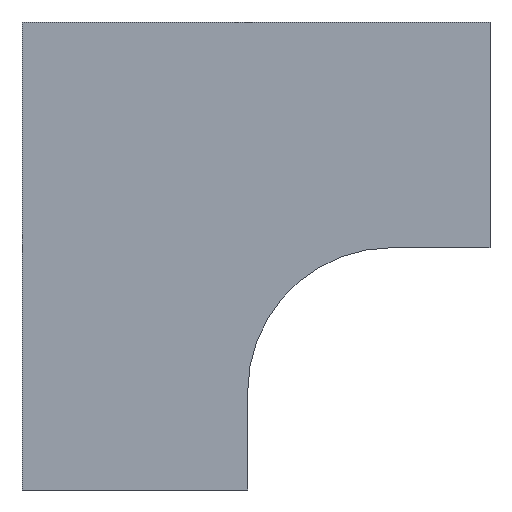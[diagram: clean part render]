
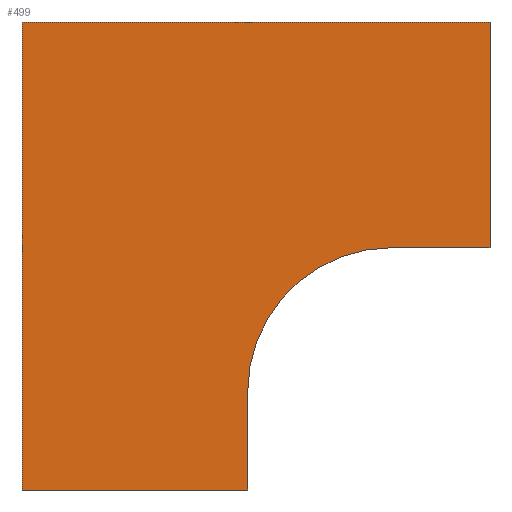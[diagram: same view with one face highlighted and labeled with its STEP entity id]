
A CAD part, front view. The second image highlights one B-rep face of the part: STEP entity #499.
In plain terms, the highlighted planar face has unit normal (0, -1, 0).
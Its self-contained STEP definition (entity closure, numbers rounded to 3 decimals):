
#7 = CARTESIAN_POINT ( 'NONE',  ( -2.3, -57.2, -65. ) ) ;
#13 = VERTEX_POINT ( 'NONE', #326 ) ;
#49 = VECTOR ( 'NONE', #125, 1000. ) ;
#61 = DIRECTION ( 'NONE',  ( 1., 0., 0. ) ) ;
#78 = VERTEX_POINT ( 'NONE', #310 ) ;
#82 = PLANE ( 'NONE',  #307 ) ;
#84 = ORIENTED_EDGE ( 'NONE', *, *, #466, .T. ) ;
#86 = CIRCLE ( 'NONE', #343, 40. ) ;
#90 = ORIENTED_EDGE ( 'NONE', *, *, #219, .T. ) ;
#92 = ORIENTED_EDGE ( 'NONE', *, *, #235, .T. ) ;
#93 = ORIENTED_EDGE ( 'NONE', *, *, #115, .T. ) ;
#99 = CARTESIAN_POINT ( 'NONE',  ( -65., -57.2, -37.7 ) ) ;
#101 = DIRECTION ( 'NONE',  ( 0., 0., 1. ) ) ;
#111 = CARTESIAN_POINT ( 'NONE',  ( 37.7, -57.2, 65. ) ) ;
#112 = CARTESIAN_POINT ( 'NONE',  ( -65., -57.2, 65. ) ) ;
#115 = EDGE_CURVE ( 'NONE', #281, #282, #86, .T. ) ;
#124 = CARTESIAN_POINT ( 'NONE',  ( -2.3, -57.2, -65. ) ) ;
#125 = DIRECTION ( 'NONE',  ( 1., 0., 0. ) ) ;
#160 = VERTEX_POINT ( 'NONE', #124 ) ;
#170 = LINE ( 'NONE', #451, #211 ) ;
#178 = VECTOR ( 'NONE', #101, 1000. ) ;
#185 = LINE ( 'NONE', #483, #435 ) ;
#211 = VECTOR ( 'NONE', #391, 1000. ) ;
#218 = DIRECTION ( 'NONE',  ( 0., 0., 1. ) ) ;
#219 = EDGE_CURVE ( 'NONE', #13, #160, #170, .T. ) ;
#235 = EDGE_CURVE ( 'NONE', #282, #414, #185, .T. ) ;
#242 = EDGE_CURVE ( 'NONE', #414, #78, #491, .T. ) ;
#251 = DIRECTION ( 'NONE',  ( 0., 1., 0. ) ) ;
#260 = DIRECTION ( 'NONE',  ( 0., 0., 1. ) ) ;
#265 = VERTEX_POINT ( 'NONE', #112 ) ;
#278 = CARTESIAN_POINT ( 'NONE',  ( -2.3, -57.2, -37.7 ) ) ;
#281 = VERTEX_POINT ( 'NONE', #278 ) ;
#282 = VERTEX_POINT ( 'NONE', #429 ) ;
#285 = VECTOR ( 'NONE', #260, 1000. ) ;
#306 = ORIENTED_EDGE ( 'NONE', *, *, #505, .F. ) ;
#307 = AXIS2_PLACEMENT_3D ( 'NONE', #403, #251, #218 ) ;
#310 = CARTESIAN_POINT ( 'NONE',  ( 65., -57.2, 65. ) ) ;
#326 = CARTESIAN_POINT ( 'NONE',  ( -65., -57.2, -65. ) ) ;
#335 = LINE ( 'NONE', #111, #49 ) ;
#343 = AXIS2_PLACEMENT_3D ( 'NONE', #434, #445, #378 ) ;
#348 = LINE ( 'NONE', #7, #507 ) ;
#370 = EDGE_CURVE ( 'NONE', #13, #265, #454, .T. ) ;
#378 = DIRECTION ( 'NONE',  ( 0., 0., -1. ) ) ;
#386 = CARTESIAN_POINT ( 'NONE',  ( 65., -57.2, 2.3 ) ) ;
#391 = DIRECTION ( 'NONE',  ( 1., 0., 0. ) ) ;
#403 = CARTESIAN_POINT ( 'NONE',  ( 37.7, -57.2, -37.7 ) ) ;
#414 = VERTEX_POINT ( 'NONE', #386 ) ;
#419 = EDGE_LOOP ( 'NONE', ( #90, #84, #93, #92, #437, #306, #464 ) ) ;
#429 = CARTESIAN_POINT ( 'NONE',  ( 37.7, -57.2, 2.3 ) ) ;
#434 = CARTESIAN_POINT ( 'NONE',  ( 37.7, -57.2, -37.7 ) ) ;
#435 = VECTOR ( 'NONE', #61, 1000. ) ;
#437 = ORIENTED_EDGE ( 'NONE', *, *, #242, .T. ) ;
#445 = DIRECTION ( 'NONE',  ( 0., 1., 0. ) ) ;
#451 = CARTESIAN_POINT ( 'NONE',  ( -65., -57.2, -65. ) ) ;
#454 = LINE ( 'NONE', #99, #178 ) ;
#464 = ORIENTED_EDGE ( 'NONE', *, *, #370, .F. ) ;
#466 = EDGE_CURVE ( 'NONE', #160, #281, #348, .T. ) ;
#471 = CARTESIAN_POINT ( 'NONE',  ( 65., -57.2, 2.3 ) ) ;
#483 = CARTESIAN_POINT ( 'NONE',  ( 37.7, -57.2, 2.3 ) ) ;
#491 = LINE ( 'NONE', #471, #285 ) ;
#499 = ADVANCED_FACE ( 'NONE', ( #530 ), #82, .F. ) ;
#505 = EDGE_CURVE ( 'NONE', #265, #78, #335, .T. ) ;
#507 = VECTOR ( 'NONE', #527, 1000. ) ;
#527 = DIRECTION ( 'NONE',  ( 0., 0., 1. ) ) ;
#530 = FACE_OUTER_BOUND ( 'NONE', #419, .T. ) ;
